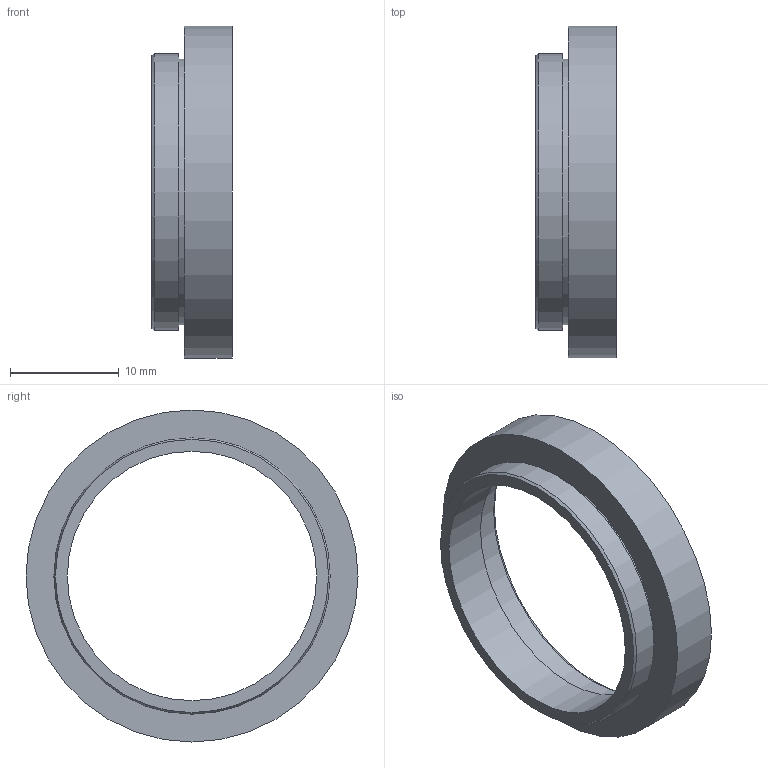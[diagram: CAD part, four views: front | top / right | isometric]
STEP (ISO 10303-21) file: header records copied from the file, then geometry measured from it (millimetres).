
FILE_DESCRIPTION (( 'STEP AP214' ), '1' );
FILE_NAME ('SK-10483- B3-SM1.STEP', '2024-06-10T14:45:46', ( '' ), ( '' ), 'SwSTEP 2.0', 'SolidWorks 2020', '' );
FILE_SCHEMA (( 'AUTOMOTIVE_DESIGN' ));
Length unit declared in the file: millimetre
Products named in the file (1): SK-10483- B3-SM1
Bounding box: 7.4 x 30.48 x 30.48 mm (x, y, z)
Volume: 1289 mm3; surface area: 2031.6 mm2
Topology: 1 solids, 1 shells, 14 faces, 23 edges, 15 vertices
Faces by surface type: plane 6, cylinder 6, cone 2
Full cylindrical faces by diameter (mm): 22.9 x1, 24.4 x1, 25.37 x1, 25.6 x1, 27 x1, 30.48 x1
Entity records: 322 total; most frequent: DIRECTION 58, CARTESIAN_POINT 43, AXIS2_PLACEMENT_3D 29, ORIENTED_EDGE 28, EDGE_LOOP 28, FACE_OUTER_BOUND 20, ADVANCED_FACE 14, VERTEX_POINT 14
